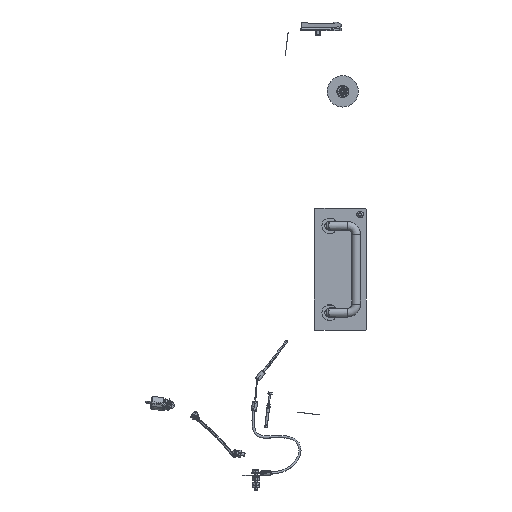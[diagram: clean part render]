
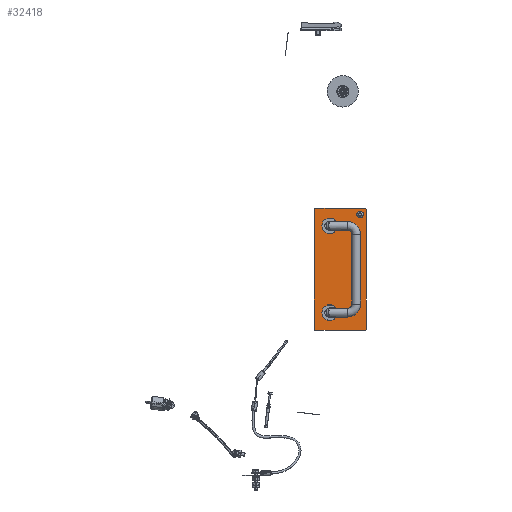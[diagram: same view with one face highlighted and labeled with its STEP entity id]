
A CAD part, left-side view. The second image highlights one B-rep face of the part: STEP entity #32418.
In plain terms, the highlighted face is planar.
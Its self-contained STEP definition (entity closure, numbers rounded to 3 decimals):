
#235 = VECTOR ( 'NONE', #7305, 1000. ) ;
#281 = EDGE_CURVE ( 'NONE', #6133, #26529, #1118, .T. ) ;
#492 = CARTESIAN_POINT ( 'NONE',  ( 63., 1., 24.65 ) ) ;
#645 = CARTESIAN_POINT ( 'NONE',  ( -50., 1., -16.1 ) ) ;
#1098 = CIRCLE ( 'NONE', #22128, 4.1 ) ;
#1118 = LINE ( 'NONE', #17077, #235 ) ;
#1203 = VECTOR ( 'NONE', #35201, 1000. ) ;
#1214 = CARTESIAN_POINT ( 'NONE',  ( -70., 1., 29. ) ) ;
#1429 = ORIENTED_EDGE ( 'NONE', *, *, #11416, .T. ) ;
#1557 = ORIENTED_EDGE ( 'NONE', *, *, #5934, .F. ) ;
#1745 = CARTESIAN_POINT ( 'NONE',  ( -69., 1., 30. ) ) ;
#2164 = AXIS2_PLACEMENT_3D ( 'NONE', #8302, #31828, #7898 ) ;
#2992 = VERTEX_POINT ( 'NONE', #22679 ) ;
#3058 = EDGE_CURVE ( 'NONE', #34319, #36834, #11307, .T. ) ;
#3463 = VECTOR ( 'NONE', #34340, 1000. ) ;
#3481 = CARTESIAN_POINT ( 'NONE',  ( -50., 1., -12. ) ) ;
#3842 = CARTESIAN_POINT ( 'NONE',  ( -70., 1., -29. ) ) ;
#4303 = CARTESIAN_POINT ( 'NONE',  ( 69., 1., -30. ) ) ;
#4982 = VECTOR ( 'NONE', #10280, 1000. ) ;
#5934 = EDGE_CURVE ( 'NONE', #7606, #17253, #21913, .T. ) ;
#6133 = VERTEX_POINT ( 'NONE', #15631 ) ;
#7079 = CARTESIAN_POINT ( 'NONE',  ( 50., 1., -12. ) ) ;
#7305 = DIRECTION ( 'NONE',  ( 1., 0., 0. ) ) ;
#7577 = ORIENTED_EDGE ( 'NONE', *, *, #21094, .T. ) ;
#7606 = VERTEX_POINT ( 'NONE', #492 ) ;
#7633 = EDGE_CURVE ( 'NONE', #12108, #14677, #38066, .T. ) ;
#7898 = DIRECTION ( 'NONE',  ( 0., 0., 1. ) ) ;
#8023 = CARTESIAN_POINT ( 'NONE',  ( -70., 1., 30. ) ) ;
#8226 = LINE ( 'NONE', #8023, #12515 ) ;
#8302 = CARTESIAN_POINT ( 'NONE',  ( 63., 1., 23. ) ) ;
#9665 = VERTEX_POINT ( 'NONE', #1214 ) ;
#9876 = CARTESIAN_POINT ( 'NONE',  ( 69., 1., 30. ) ) ;
#9966 = CIRCLE ( 'NONE', #36042, 4.1 ) ;
#10083 = DIRECTION ( 'NONE',  ( 0., 0., 1. ) ) ;
#10280 = DIRECTION ( 'NONE',  ( 0., 0., -1. ) ) ;
#10369 = EDGE_CURVE ( 'NONE', #2992, #18393, #10605, .T. ) ;
#10527 = EDGE_CURVE ( 'NONE', #36834, #18154, #37510, .T. ) ;
#10605 = CIRCLE ( 'NONE', #36026, 4.1 ) ;
#11105 = DIRECTION ( 'NONE',  ( 0., 1., 0. ) ) ;
#11307 = LINE ( 'NONE', #26458, #1203 ) ;
#11416 = EDGE_CURVE ( 'NONE', #18039, #33624, #34378, .T. ) ;
#12108 = VERTEX_POINT ( 'NONE', #16939 ) ;
#12231 = CARTESIAN_POINT ( 'NONE',  ( 50., 1., -16.1 ) ) ;
#12515 = VECTOR ( 'NONE', #38889, 1000. ) ;
#13060 = DIRECTION ( 'NONE',  ( 0., -1., 0. ) ) ;
#13144 = CARTESIAN_POINT ( 'NONE',  ( 63., 1., 23. ) ) ;
#13652 = EDGE_LOOP ( 'NONE', ( #1557, #16159 ) ) ;
#14452 = CARTESIAN_POINT ( 'NONE',  ( -50., 1., -12. ) ) ;
#14527 = CIRCLE ( 'NONE', #15171, 1.65 ) ;
#14677 = VERTEX_POINT ( 'NONE', #645 ) ;
#15171 = AXIS2_PLACEMENT_3D ( 'NONE', #13144, #11105, #29254 ) ;
#15631 = CARTESIAN_POINT ( 'NONE',  ( -69., 1., 30. ) ) ;
#15636 = DIRECTION ( 'NONE',  ( 0., 1., 0. ) ) ;
#15773 = CARTESIAN_POINT ( 'NONE',  ( 69., 1., -30. ) ) ;
#15954 = EDGE_CURVE ( 'NONE', #26529, #18039, #34137, .T. ) ;
#16159 = ORIENTED_EDGE ( 'NONE', *, *, #29532, .F. ) ;
#16268 = EDGE_LOOP ( 'NONE', ( #1429, #16739, #28408, #19789, #7577, #33391, #17428, #19185 ) ) ;
#16576 = DIRECTION ( 'NONE',  ( -0.707, 0., 0.707 ) ) ;
#16739 = ORIENTED_EDGE ( 'NONE', *, *, #28174, .T. ) ;
#16939 = CARTESIAN_POINT ( 'NONE',  ( -50., 1., -7.9 ) ) ;
#17077 = CARTESIAN_POINT ( 'NONE',  ( -70., 1., 30. ) ) ;
#17253 = VERTEX_POINT ( 'NONE', #31560 ) ;
#17428 = ORIENTED_EDGE ( 'NONE', *, *, #281, .T. ) ;
#17464 = DIRECTION ( 'NONE',  ( 0., 1., 0. ) ) ;
#18039 = VERTEX_POINT ( 'NONE', #35382 ) ;
#18154 = VERTEX_POINT ( 'NONE', #22441 ) ;
#18393 = VERTEX_POINT ( 'NONE', #12231 ) ;
#18601 = AXIS2_PLACEMENT_3D ( 'NONE', #28637, #13060, #31810 ) ;
#19073 = FACE_BOUND ( 'NONE', #13652, .T. ) ;
#19185 = ORIENTED_EDGE ( 'NONE', *, *, #15954, .T. ) ;
#19789 = ORIENTED_EDGE ( 'NONE', *, *, #10527, .T. ) ;
#20474 = CARTESIAN_POINT ( 'NONE',  ( 50., 1., -12. ) ) ;
#21094 = EDGE_CURVE ( 'NONE', #18154, #9665, #8226, .T. ) ;
#21535 = AXIS2_PLACEMENT_3D ( 'NONE', #3481, #15636, #10083 ) ;
#21913 = CIRCLE ( 'NONE', #2164, 1.65 ) ;
#22128 = AXIS2_PLACEMENT_3D ( 'NONE', #7079, #31405, #28437 ) ;
#22441 = CARTESIAN_POINT ( 'NONE',  ( -70., 1., -29. ) ) ;
#22679 = CARTESIAN_POINT ( 'NONE',  ( 50., 1., -7.9 ) ) ;
#22942 = EDGE_CURVE ( 'NONE', #14677, #12108, #9966, .T. ) ;
#23812 = DIRECTION ( 'NONE',  ( 0., 1., 0. ) ) ;
#24487 = ORIENTED_EDGE ( 'NONE', *, *, #22942, .F. ) ;
#25243 = FACE_OUTER_BOUND ( 'NONE', #16268, .T. ) ;
#25620 = FACE_BOUND ( 'NONE', #38001, .T. ) ;
#25664 = LINE ( 'NONE', #1745, #38941 ) ;
#26148 = ORIENTED_EDGE ( 'NONE', *, *, #10369, .F. ) ;
#26458 = CARTESIAN_POINT ( 'NONE',  ( -70., 1., -30. ) ) ;
#26529 = VERTEX_POINT ( 'NONE', #9876 ) ;
#26842 = DIRECTION ( 'NONE',  ( 0., 0., -1. ) ) ;
#27406 = DIRECTION ( 'NONE',  ( 0., 0., 1. ) ) ;
#28164 = EDGE_CURVE ( 'NONE', #18393, #2992, #1098, .T. ) ;
#28173 = CARTESIAN_POINT ( 'NONE',  ( 70., 1., 29. ) ) ;
#28174 = EDGE_CURVE ( 'NONE', #33624, #34319, #31614, .T. ) ;
#28408 = ORIENTED_EDGE ( 'NONE', *, *, #3058, .T. ) ;
#28437 = DIRECTION ( 'NONE',  ( 0., 0., -1. ) ) ;
#28636 = DIRECTION ( 'NONE',  ( -0.707, 0., -0.707 ) ) ;
#28637 = CARTESIAN_POINT ( 'NONE',  ( 70., 1., -30. ) ) ;
#29015 = PLANE ( 'NONE',  #18601 ) ;
#29254 = DIRECTION ( 'NONE',  ( 0., 0., 1. ) ) ;
#29532 = EDGE_CURVE ( 'NONE', #17253, #7606, #14527, .T. ) ;
#31028 = VECTOR ( 'NONE', #28636, 1000. ) ;
#31405 = DIRECTION ( 'NONE',  ( 0., 1., 0. ) ) ;
#31560 = CARTESIAN_POINT ( 'NONE',  ( 63., 1., 21.35 ) ) ;
#31614 = LINE ( 'NONE', #4303, #31028 ) ;
#31810 = DIRECTION ( 'NONE',  ( 0., 0., -1. ) ) ;
#31828 = DIRECTION ( 'NONE',  ( 0., 1., 0. ) ) ;
#32040 = EDGE_CURVE ( 'NONE', #9665, #6133, #25664, .T. ) ;
#32386 = CARTESIAN_POINT ( 'NONE',  ( 70., 1., -29. ) ) ;
#32418 = ADVANCED_FACE ( 'NONE', ( #19073, #25620, #37770, #25243 ), #29015, .F. ) ;
#32828 = ORIENTED_EDGE ( 'NONE', *, *, #7633, .F. ) ;
#33391 = ORIENTED_EDGE ( 'NONE', *, *, #32040, .T. ) ;
#33490 = VECTOR ( 'NONE', #16576, 1000. ) ;
#33624 = VERTEX_POINT ( 'NONE', #32386 ) ;
#34137 = LINE ( 'NONE', #28173, #3463 ) ;
#34302 = CARTESIAN_POINT ( 'NONE',  ( -69., 1., -30. ) ) ;
#34319 = VERTEX_POINT ( 'NONE', #15773 ) ;
#34340 = DIRECTION ( 'NONE',  ( 0.707, 0., -0.707 ) ) ;
#34378 = LINE ( 'NONE', #34762, #4982 ) ;
#34566 = ORIENTED_EDGE ( 'NONE', *, *, #28164, .F. ) ;
#34762 = CARTESIAN_POINT ( 'NONE',  ( 70., 1., 30. ) ) ;
#34834 = DIRECTION ( 'NONE',  ( 0.707, 0., 0.707 ) ) ;
#35163 = EDGE_LOOP ( 'NONE', ( #32828, #24487 ) ) ;
#35201 = DIRECTION ( 'NONE',  ( -1., 0., 0. ) ) ;
#35382 = CARTESIAN_POINT ( 'NONE',  ( 70., 1., 29. ) ) ;
#36026 = AXIS2_PLACEMENT_3D ( 'NONE', #20474, #17464, #26842 ) ;
#36042 = AXIS2_PLACEMENT_3D ( 'NONE', #14452, #23812, #27406 ) ;
#36834 = VERTEX_POINT ( 'NONE', #34302 ) ;
#37510 = LINE ( 'NONE', #3842, #33490 ) ;
#37770 = FACE_BOUND ( 'NONE', #35163, .T. ) ;
#38001 = EDGE_LOOP ( 'NONE', ( #26148, #34566 ) ) ;
#38066 = CIRCLE ( 'NONE', #21535, 4.1 ) ;
#38889 = DIRECTION ( 'NONE',  ( 0., 0., 1. ) ) ;
#38941 = VECTOR ( 'NONE', #34834, 1000. ) ;
